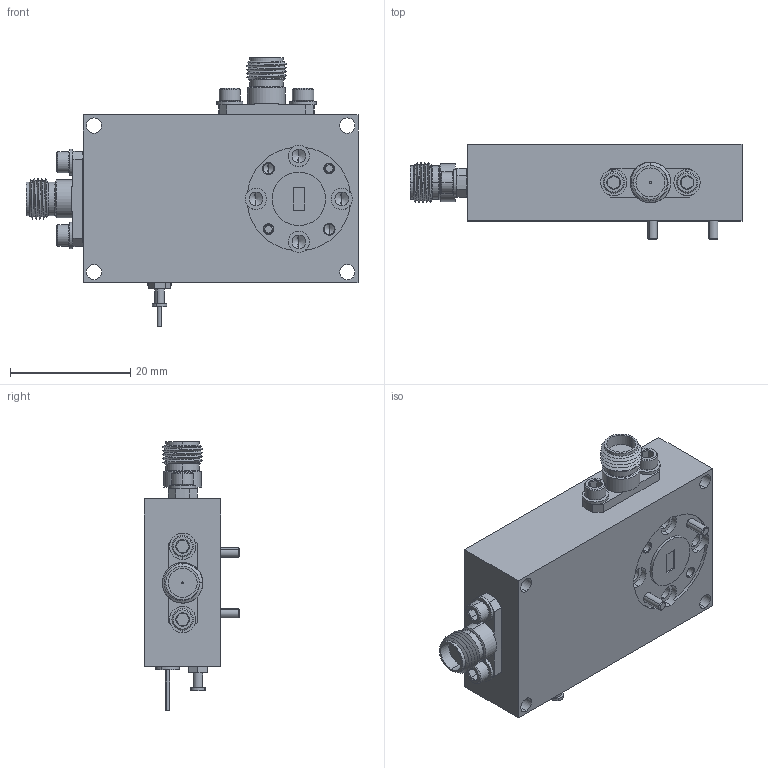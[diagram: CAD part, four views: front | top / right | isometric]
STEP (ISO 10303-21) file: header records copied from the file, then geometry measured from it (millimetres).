
FILE_DESCRIPTION (( 'STEP AP203' ), '1' );
FILE_NAME ('SR-SV-A-3.STEP', '2022-08-30T19:35:56', ( '' ), ( '' ), 'SwSTEP 2.0', 'SolidWorks 2021', '' );
FILE_SCHEMA (( 'CONFIG_CONTROL_DESIGN' ));
Length unit declared in the file: inch
Products named in the file (1): SR-SV-A-3
Bounding box: 55.24 x 15.81 x 44.7 mm (x, y, z)
Volume: 16401.7 mm3; surface area: 9809 mm2
Topology: 20 solids, 20 shells, 820 faces, 2113 edges, 1333 vertices
Faces by surface type: cylinder 412, plane 206, cone 172, bspline 26, torus 4
Entity records: 34995 total; most frequent: CARTESIAN_POINT 16742, ORIENTED_EDGE 4134, DIRECTION 3484, EDGE_CURVE 2067, VERTEX_POINT 1333, AXIS2_PLACEMENT_3D 1324, EDGE_LOOP 896, LINE 836
